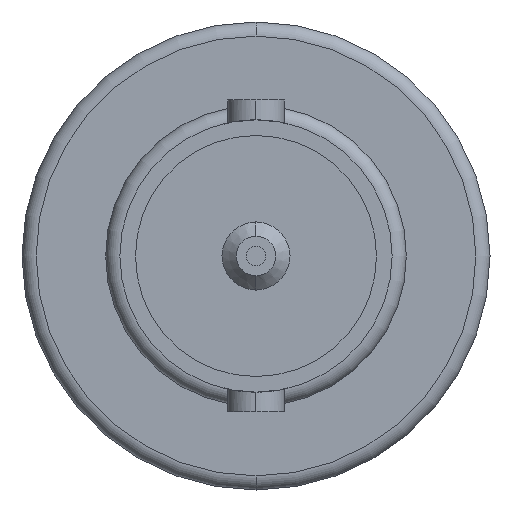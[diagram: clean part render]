
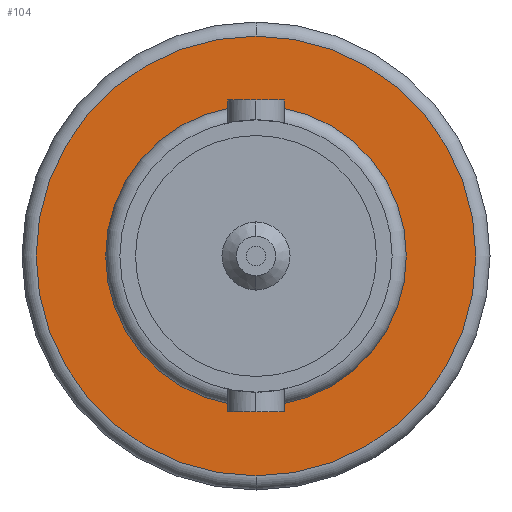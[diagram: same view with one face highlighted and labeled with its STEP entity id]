
A CAD part, left-side view. The second image highlights one B-rep face of the part: STEP entity #104.
In plain terms, the highlighted planar face has unit normal (-1, 0, 0).
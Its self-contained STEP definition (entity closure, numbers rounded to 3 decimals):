
#104=ADVANCED_FACE('',(#251,#252),#253,.T.);
#251=FACE_BOUND('',#448,.T.);
#252=FACE_OUTER_BOUND('',#449,.T.);
#253=PLANE('',#450);
#448=EDGE_LOOP('',(#689,#690));
#449=EDGE_LOOP('',(#691,#692));
#450=AXIS2_PLACEMENT_3D('',#693,#694,#695);
#689=ORIENTED_EDGE('',*,*,#1142,.F.);
#690=ORIENTED_EDGE('',*,*,#1143,.F.);
#691=ORIENTED_EDGE('',*,*,#1144,.F.);
#692=ORIENTED_EDGE('',*,*,#1145,.F.);
#693=CARTESIAN_POINT('',(145.25,105.0,0.));
#694=DIRECTION('',(-1.0,0.,0.));
#695=DIRECTION('',(0.,0.,1.0));
#1142=EDGE_CURVE('',#1363,#1364,#1365,.T.);
#1143=EDGE_CURVE('',#1364,#1363,#1366,.T.);
#1144=EDGE_CURVE('',#1367,#1368,#1369,.T.);
#1145=EDGE_CURVE('',#1368,#1367,#1370,.T.);
#1363=VERTEX_POINT('',#1693);
#1364=VERTEX_POINT('',#1694);
#1365=CIRCLE('',#1695,5.3);
#1366=CIRCLE('',#1696,5.3);
#1367=VERTEX_POINT('',#1697);
#1368=VERTEX_POINT('',#1698);
#1369=CIRCLE('',#1699,7.75);
#1370=CIRCLE('',#1700,7.75);
#1693=CARTESIAN_POINT('',(145.25,105.,5.3));
#1694=CARTESIAN_POINT('',(145.25,105.,-5.3));
#1695=AXIS2_PLACEMENT_3D('',#2055,#2056,#2057);
#1696=AXIS2_PLACEMENT_3D('',#2058,#2059,#2060);
#1697=CARTESIAN_POINT('',(145.25,105.0,7.75));
#1698=CARTESIAN_POINT('',(145.25,105.0,-7.75));
#1699=AXIS2_PLACEMENT_3D('',#2061,#2062,#2063);
#1700=AXIS2_PLACEMENT_3D('',#2064,#2065,#2066);
#2055=CARTESIAN_POINT('',(145.25,105.,0.));
#2056=DIRECTION('',(-1.0,0.,0.));
#2057=DIRECTION('',(0.,0.,1.0));
#2058=CARTESIAN_POINT('',(145.25,105.,0.));
#2059=DIRECTION('',(-1.0,0.,0.));
#2060=DIRECTION('',(0.,0.,1.0));
#2061=CARTESIAN_POINT('',(145.25,105.0,0.));
#2062=DIRECTION('',(1.0,0.,0.));
#2063=DIRECTION('',(0.,0.,-1.0));
#2064=CARTESIAN_POINT('',(145.25,105.0,0.));
#2065=DIRECTION('',(1.0,0.,0.));
#2066=DIRECTION('',(0.,0.,-1.0));
